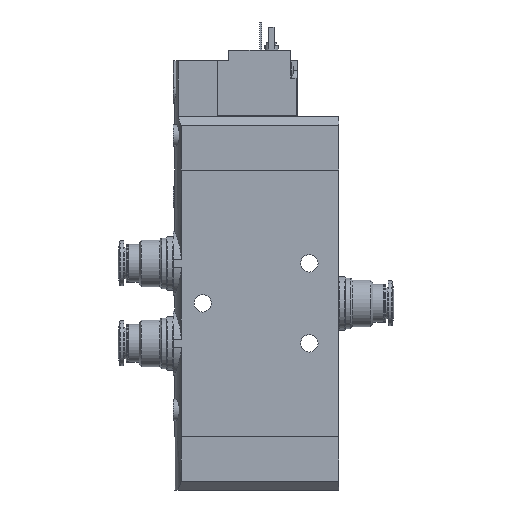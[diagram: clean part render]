
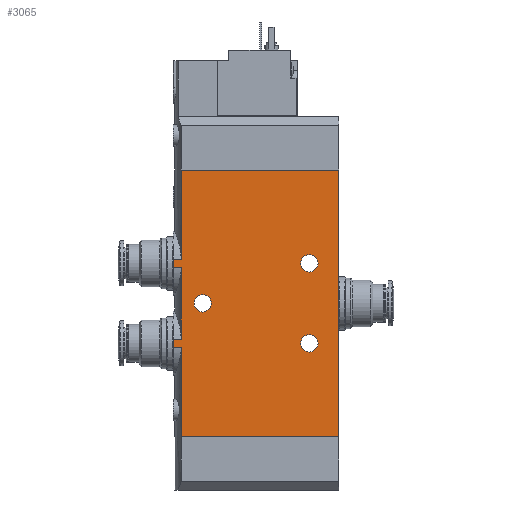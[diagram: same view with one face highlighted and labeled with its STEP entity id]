
A CAD part, left-side view. The second image highlights one B-rep face of the part: STEP entity #3065.
In plain terms, the highlighted face is planar.
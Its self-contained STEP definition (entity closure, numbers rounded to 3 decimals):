
#93=PLANE('',#3677);
#253=CIRCLE('',#3665,3.25);
#255=CIRCLE('',#3668,3.25);
#260=CIRCLE('',#3678,3.25);
#456=ORIENTED_EDGE('',*,*,#1251,.T.);
#457=ORIENTED_EDGE('',*,*,#1276,.T.);
#458=ORIENTED_EDGE('',*,*,#1267,.F.);
#459=ORIENTED_EDGE('',*,*,#1240,.T.);
#460=ORIENTED_EDGE('',*,*,#1253,.T.);
#461=ORIENTED_EDGE('',*,*,#1242,.T.);
#462=ORIENTED_EDGE('',*,*,#1271,.F.);
#463=ORIENTED_EDGE('',*,*,#1232,.T.);
#464=ORIENTED_EDGE('',*,*,#1256,.T.);
#465=ORIENTED_EDGE('',*,*,#1234,.T.);
#466=ORIENTED_EDGE('',*,*,#1263,.F.);
#467=ORIENTED_EDGE('',*,*,#1277,.F.);
#468=ORIENTED_EDGE('',*,*,#1261,.F.);
#469=ORIENTED_EDGE('',*,*,#1259,.F.);
#470=ORIENTED_EDGE('',*,*,#1278,.F.);
#1232=EDGE_CURVE('',#1653,#1652,#1952,.F.);
#1234=EDGE_CURVE('',#1654,#1655,#1953,.T.);
#1240=EDGE_CURVE('',#1661,#1660,#1956,.F.);
#1242=EDGE_CURVE('',#1662,#1663,#1957,.T.);
#1251=EDGE_CURVE('',#1672,#1671,#1961,.T.);
#1253=EDGE_CURVE('',#1660,#1662,#1963,.T.);
#1256=EDGE_CURVE('',#1652,#1654,#1965,.T.);
#1259=EDGE_CURVE('',#1675,#1675,#253,.F.);
#1261=EDGE_CURVE('',#1677,#1677,#255,.F.);
#1263=EDGE_CURVE('',#1679,#1655,#1967,.T.);
#1267=EDGE_CURVE('',#1661,#1682,#1969,.T.);
#1271=EDGE_CURVE('',#1653,#1663,#1971,.T.);
#1276=EDGE_CURVE('',#1671,#1682,#1975,.T.);
#1277=EDGE_CURVE('',#1672,#1679,#1976,.T.);
#1278=EDGE_CURVE('',#1686,#1686,#260,.F.);
#1652=VERTEX_POINT('',#4965);
#1653=VERTEX_POINT('',#4967);
#1654=VERTEX_POINT('',#4981);
#1655=VERTEX_POINT('',#4982);
#1660=VERTEX_POINT('',#5003);
#1661=VERTEX_POINT('',#5005);
#1662=VERTEX_POINT('',#5019);
#1663=VERTEX_POINT('',#5020);
#1671=VERTEX_POINT('',#5047);
#1672=VERTEX_POINT('',#5049);
#1675=VERTEX_POINT('',#5063);
#1677=VERTEX_POINT('',#5068);
#1679=VERTEX_POINT('',#5073);
#1682=VERTEX_POINT('',#5093);
#1686=VERTEX_POINT('',#5123);
#1952=LINE('',#4966,#2166);
#1953=LINE('',#4980,#2167);
#1956=LINE('',#5004,#2170);
#1957=LINE('',#5018,#2171);
#1961=LINE('',#5048,#2175);
#1963=LINE('',#5052,#2177);
#1965=LINE('',#5057,#2179);
#1967=LINE('',#5072,#2181);
#1969=LINE('',#5092,#2183);
#1971=LINE('',#5112,#2185);
#1975=LINE('',#5120,#2189);
#1976=LINE('',#5121,#2190);
#2166=VECTOR('',#4020,1000.);
#2167=VECTOR('',#4023,1000.);
#2170=VECTOR('',#4032,1000.);
#2171=VECTOR('',#4035,1000.);
#2175=VECTOR('',#4049,1000.);
#2177=VECTOR('',#4053,1000.);
#2179=VECTOR('',#4059,1000.);
#2181=VECTOR('',#4077,1000.);
#2183=VECTOR('',#4083,1000.);
#2185=VECTOR('',#4089,1000.);
#2189=VECTOR('',#4099,1000.);
#2190=VECTOR('',#4100,1000.);
#2404=EDGE_LOOP('',(#456,#457,#458,#459,#460,#461,#462,#463,#464,#465,#466,
#467));
#2405=EDGE_LOOP('',(#468));
#2406=EDGE_LOOP('',(#469));
#2407=EDGE_LOOP('',(#470));
#2703=FACE_BOUND('',#2404,.T.);
#2704=FACE_BOUND('',#2405,.T.);
#2705=FACE_BOUND('',#2406,.T.);
#2706=FACE_BOUND('',#2407,.T.);
#3065=ADVANCED_FACE('',(#2703,#2704,#2705,#2706),#93,.F.);
#3665=AXIS2_PLACEMENT_3D('',#5062,#4065,#4066);
#3668=AXIS2_PLACEMENT_3D('',#5067,#4071,#4072);
#3677=AXIS2_PLACEMENT_3D('',#5119,#4097,#4098);
#3678=AXIS2_PLACEMENT_3D('',#5122,#4101,#4102);
#4020=DIRECTION('',(0.,-1.,0.));
#4023=DIRECTION('',(0.,-1.,0.));
#4032=DIRECTION('',(0.,-1.,0.));
#4035=DIRECTION('',(0.,-1.,0.));
#4049=DIRECTION('',(-1.,0.,0.));
#4053=DIRECTION('',(1.,0.,0.));
#4059=DIRECTION('',(1.,0.,0.));
#4065=DIRECTION('',(0.,0.,1.));
#4066=DIRECTION('',(1.,0.,0.));
#4071=DIRECTION('',(0.,0.,1.));
#4072=DIRECTION('',(1.,0.,0.));
#4077=DIRECTION('',(-1.,0.,0.));
#4083=DIRECTION('',(-1.,0.,0.));
#4089=DIRECTION('',(-1.,0.,0.));
#4097=DIRECTION('',(0.,0.,1.));
#4098=DIRECTION('',(1.,0.,0.));
#4099=DIRECTION('',(0.,1.,0.));
#4100=DIRECTION('',(0.,1.,0.));
#4101=DIRECTION('',(0.,0.,1.));
#4102=DIRECTION('',(1.,0.,0.));
#4965=CARTESIAN_POINT('',(63.448,62.,-12.));
#4966=CARTESIAN_POINT('',(63.448,0.,-12.));
#4967=CARTESIAN_POINT('',(63.448,58.995,-12.));
#4980=CARTESIAN_POINT('',(66.552,0.,-12.));
#4981=CARTESIAN_POINT('',(66.552,62.,-12.));
#4982=CARTESIAN_POINT('',(66.552,58.995,-12.));
#5003=CARTESIAN_POINT('',(33.448,62.,-12.));
#5004=CARTESIAN_POINT('',(33.448,0.,-12.));
#5005=CARTESIAN_POINT('',(33.448,58.995,-12.));
#5018=CARTESIAN_POINT('',(36.552,0.,-12.));
#5019=CARTESIAN_POINT('',(36.552,62.,-12.));
#5020=CARTESIAN_POINT('',(36.552,58.995,-12.));
#5047=CARTESIAN_POINT('',(0.,0.,-12.));
#5048=CARTESIAN_POINT('',(100.,0.,-12.));
#5049=CARTESIAN_POINT('',(100.,0.,-12.));
#5052=CARTESIAN_POINT('',(35.,62.,-12.));
#5057=CARTESIAN_POINT('',(65.,62.,-12.));
#5062=CARTESIAN_POINT('',(35.,11.,-12.));
#5063=CARTESIAN_POINT('',(38.25,11.,-12.));
#5067=CARTESIAN_POINT('',(65.,11.,-12.));
#5068=CARTESIAN_POINT('',(68.25,11.,-12.));
#5072=CARTESIAN_POINT('',(100.,58.995,-12.));
#5073=CARTESIAN_POINT('',(100.,58.995,-12.));
#5092=CARTESIAN_POINT('',(100.,58.995,-12.));
#5093=CARTESIAN_POINT('',(0.,58.995,-12.));
#5112=CARTESIAN_POINT('',(100.,58.995,-12.));
#5119=CARTESIAN_POINT('',(100.,0.,-12.));
#5120=CARTESIAN_POINT('',(0.,0.,-12.));
#5121=CARTESIAN_POINT('',(100.,0.,-12.));
#5122=CARTESIAN_POINT('',(50.,51.,-12.));
#5123=CARTESIAN_POINT('',(53.25,51.,-12.));
